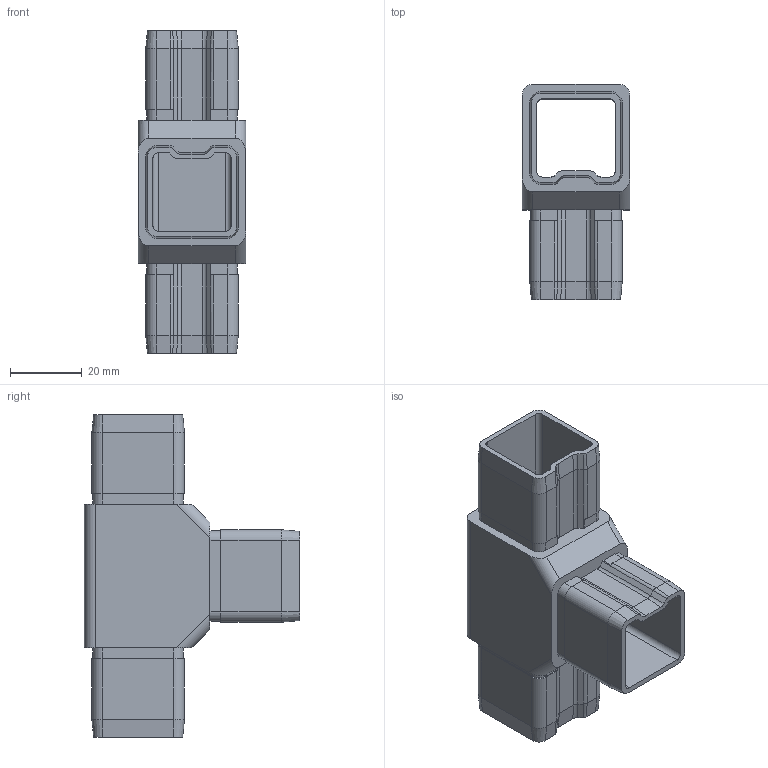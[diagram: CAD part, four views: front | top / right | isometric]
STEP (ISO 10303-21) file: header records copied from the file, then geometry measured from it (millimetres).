
FILE_DESCRIPTION (( 'STEP AP203' ), '1' );
FILE_NAME ('10133030.step', '2020-03-09T09:17:48', ( '' ), ( '' ), 'SwSTEP 2.0', 'SolidWorks 2015', '' );
FILE_SCHEMA (( 'CONFIG_CONTROL_DESIGN' ));
Length unit declared in the file: millimetre
Products named in the file (2): 10133030
Bounding box: 30 x 60 x 90 mm (x, y, z)
Volume: 29900 mm3; surface area: 23084 mm2
Topology: 1 solids, 1 shells, 473 faces, 1200 edges, 745 vertices
Faces by surface type: plane 228, bspline 129, cylinder 86, cone 24, sphere 6
Entity records: 20802 total; most frequent: CARTESIAN_POINT 10204, ORIENTED_EDGE 2384, DIRECTION 1771, EDGE_CURVE 1192, LINE 747, VECTOR 747, VERTEX_POINT 745, AXIS2_PLACEMENT_3D 512
